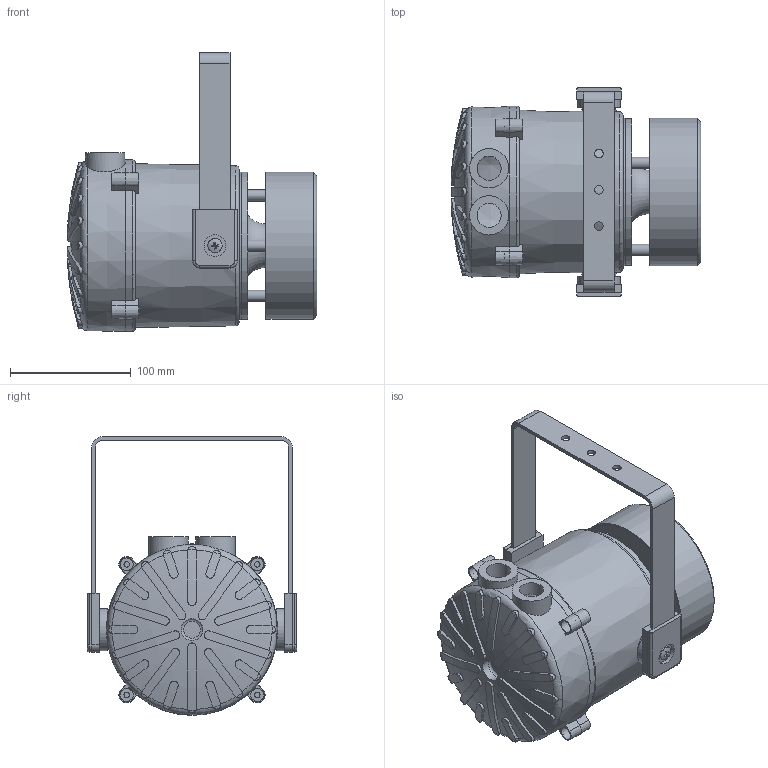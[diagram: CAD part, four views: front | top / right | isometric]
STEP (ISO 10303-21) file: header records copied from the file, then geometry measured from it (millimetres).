
FILE_DESCRIPTION (( 'STEP AP214' ), '1' );
FILE_NAME ('D207-05-011-3D_Issue_A.STEP', '2021-03-31T14:22:02', ( '' ), ( '' ), 'SwSTEP 2.0', 'SolidWorks 2020', '' );
FILE_SCHEMA (( 'AUTOMOTIVE_DESIGN' ));
Length unit declared in the file: millimetre
Products named in the file (1): D207-05-011-3D_Issue_A
Bounding box: 206.84 x 173.74 x 231.05 mm (x, y, z)
Volume: 1077809.4 mm3; surface area: 321127.9 mm2
Topology: 11 solids, 11 shells, 420 faces, 1069 edges, 695 vertices
Faces by surface type: plane 178, cylinder 147, torus 42, sphere 22, cone 21, bspline 10
Full cylindrical faces by diameter (mm): 4.5 x4, 5.1 x6, 6 x2, 7 x3, 8.3 x4, 9.282 x3, 10.7 x4, 11.8 x2, 13 x2, 13.5 x2, 18 x3, 20 x3, 26 x2, 29 x2, 32.5 x2, 35 x2, 36 x1, 41 x1, 56 x1, 57 x1, 121.802 x1, 122 x2
Entity records: 20112 total; most frequent: CARTESIAN_POINT 5983, ORIENTED_EDGE 1902, DIRECTION 1850, EDGE_CURVE 951, AXIS2_PLACEMENT_3D 760, VERTEX_POINT 663, EDGE_LOOP 580, FACE_OUTER_BOUND 487
